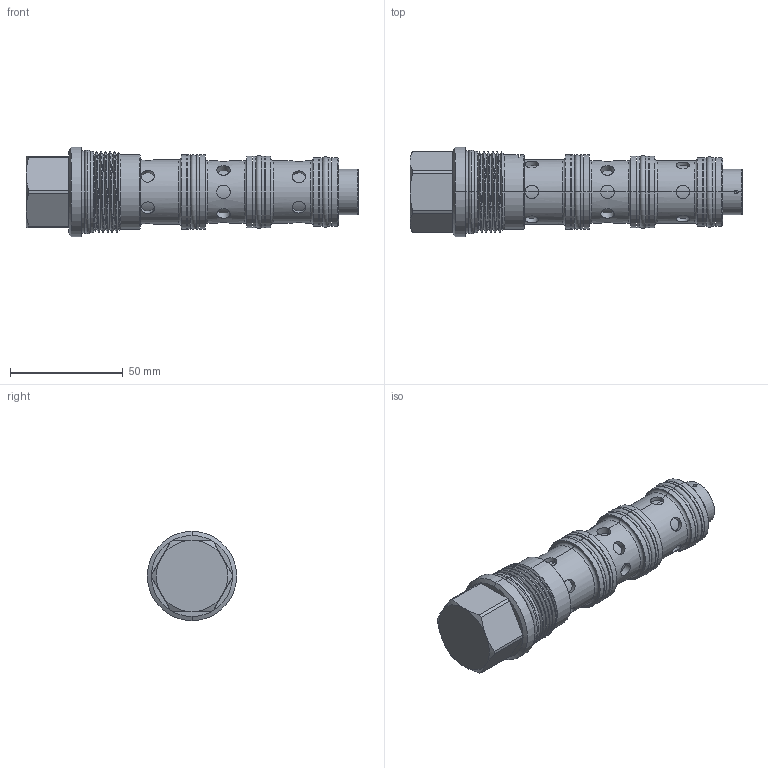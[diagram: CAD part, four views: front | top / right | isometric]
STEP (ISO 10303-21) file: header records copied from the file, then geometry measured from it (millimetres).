
FILE_DESCRIPTION (( 'STEP AP203' ), '1' );
FILE_NAME ('FD33A42-A.STEP', '2016-05-20T02:33:22', ( '' ), ( '' ), 'SwSTEP 2.0', 'SolidWorks 2012', '' );
FILE_SCHEMA (( 'CONFIG_CONTROL_DESIGN' ));
Length unit declared in the file: millimetre
Products named in the file (1): FD33A42-A
Bounding box: 147.54 x 39.67 x 39.67 mm (x, y, z)
Volume: 108199.4 mm3; surface area: 27157.8 mm2
Topology: 2 solids, 2 shells, 288 faces, 625 edges, 390 vertices
Faces by surface type: cylinder 167, plane 56, cone 33, torus 29, bspline 3
Entity records: 11636 total; most frequent: CARTESIAN_POINT 5347, DIRECTION 1325, ORIENTED_EDGE 1250, EDGE_CURVE 625, AXIS2_PLACEMENT_3D 564, VERTEX_POINT 390, EDGE_LOOP 341, ADVANCED_FACE 288
